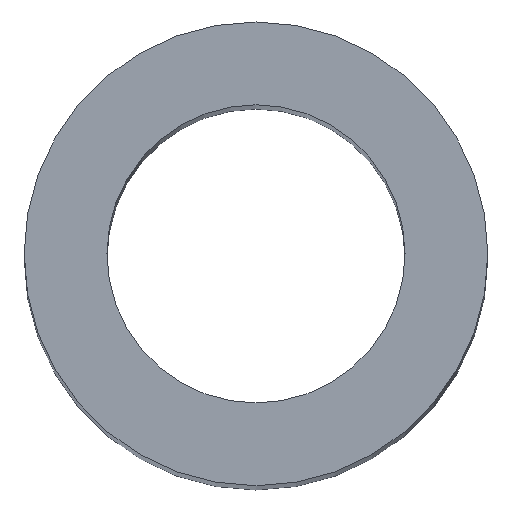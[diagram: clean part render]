
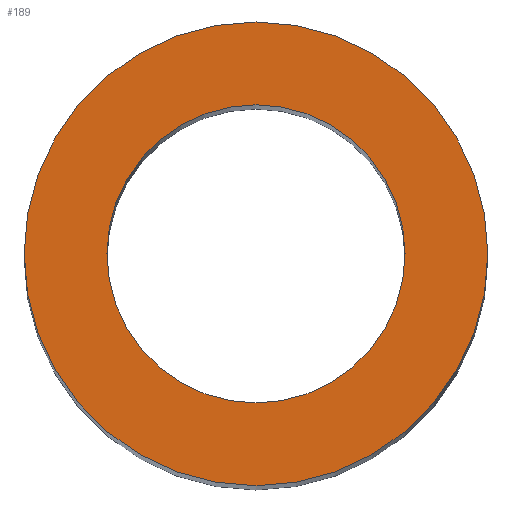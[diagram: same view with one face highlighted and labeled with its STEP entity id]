
A CAD part, top view. The second image highlights one B-rep face of the part: STEP entity #189.
In plain terms, the highlighted planar face has unit normal (0, 0, 1).
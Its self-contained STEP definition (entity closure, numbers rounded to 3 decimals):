
#8 = EDGE_LOOP ( 'NONE', ( #50, #173 ) ) ;
#11 = DIRECTION ( 'NONE',  ( -1., 0., 0. ) ) ;
#17 = EDGE_CURVE ( 'NONE', #42, #216, #142, .T. ) ;
#21 = FACE_BOUND ( 'NONE', #123, .T. ) ;
#39 = DIRECTION ( 'NONE',  ( 0., 0., -1. ) ) ;
#42 = VERTEX_POINT ( 'NONE', #127 ) ;
#50 = ORIENTED_EDGE ( 'NONE', *, *, #141, .T. ) ;
#51 = DIRECTION ( 'NONE',  ( 1., 0., 0. ) ) ;
#54 = DIRECTION ( 'NONE',  ( 1., 0., 0. ) ) ;
#55 = CARTESIAN_POINT ( 'NONE',  ( -3.5, 0., 37. ) ) ;
#62 = ORIENTED_EDGE ( 'NONE', *, *, #17, .T. ) ;
#64 = EDGE_CURVE ( 'NONE', #201, #103, #181, .T. ) ;
#70 = DIRECTION ( 'NONE',  ( 0., 0., 1. ) ) ;
#88 = AXIS2_PLACEMENT_3D ( 'NONE', #162, #70, #51 ) ;
#91 = FACE_OUTER_BOUND ( 'NONE', #8, .T. ) ;
#93 = DIRECTION ( 'NONE',  ( -1., 0., 0. ) ) ;
#96 = CARTESIAN_POINT ( 'NONE',  ( 0., 0., 37. ) ) ;
#99 = DIRECTION ( 'NONE',  ( 0., 0., -1. ) ) ;
#103 = VERTEX_POINT ( 'NONE', #55 ) ;
#104 = AXIS2_PLACEMENT_3D ( 'NONE', #147, #228, #54 ) ;
#123 = EDGE_LOOP ( 'NONE', ( #124, #62 ) ) ;
#124 = ORIENTED_EDGE ( 'NONE', *, *, #217, .T. ) ;
#127 = CARTESIAN_POINT ( 'NONE',  ( 2.25, 0., 37. ) ) ;
#132 = AXIS2_PLACEMENT_3D ( 'NONE', #166, #192, #219 ) ;
#139 = AXIS2_PLACEMENT_3D ( 'NONE', #218, #99, #11 ) ;
#141 = EDGE_CURVE ( 'NONE', #103, #201, #246, .T. ) ;
#142 = CIRCLE ( 'NONE', #139, 2.25 ) ;
#147 = CARTESIAN_POINT ( 'NONE',  ( 0., 0., 37. ) ) ;
#162 = CARTESIAN_POINT ( 'NONE',  ( 0., 0., 37. ) ) ;
#166 = CARTESIAN_POINT ( 'NONE',  ( 0., 0., 37. ) ) ;
#173 = ORIENTED_EDGE ( 'NONE', *, *, #64, .T. ) ;
#174 = CARTESIAN_POINT ( 'NONE',  ( -2.25, 0., 37. ) ) ;
#181 = CIRCLE ( 'NONE', #132, 3.5 ) ;
#189 = ADVANCED_FACE ( 'NONE', ( #21, #91 ), #247, .T. ) ;
#192 = DIRECTION ( 'NONE',  ( 0., 0., 1. ) ) ;
#201 = VERTEX_POINT ( 'NONE', #248 ) ;
#216 = VERTEX_POINT ( 'NONE', #174 ) ;
#217 = EDGE_CURVE ( 'NONE', #216, #42, #224, .T. ) ;
#218 = CARTESIAN_POINT ( 'NONE',  ( 0., 0., 37. ) ) ;
#219 = DIRECTION ( 'NONE',  ( 1., 0., 0. ) ) ;
#224 = CIRCLE ( 'NONE', #249, 2.25 ) ;
#228 = DIRECTION ( 'NONE',  ( 0., 0., 1. ) ) ;
#246 = CIRCLE ( 'NONE', #88, 3.5 ) ;
#247 = PLANE ( 'NONE',  #104 ) ;
#248 = CARTESIAN_POINT ( 'NONE',  ( 3.5, 0., 37. ) ) ;
#249 = AXIS2_PLACEMENT_3D ( 'NONE', #96, #39, #93 ) ;
